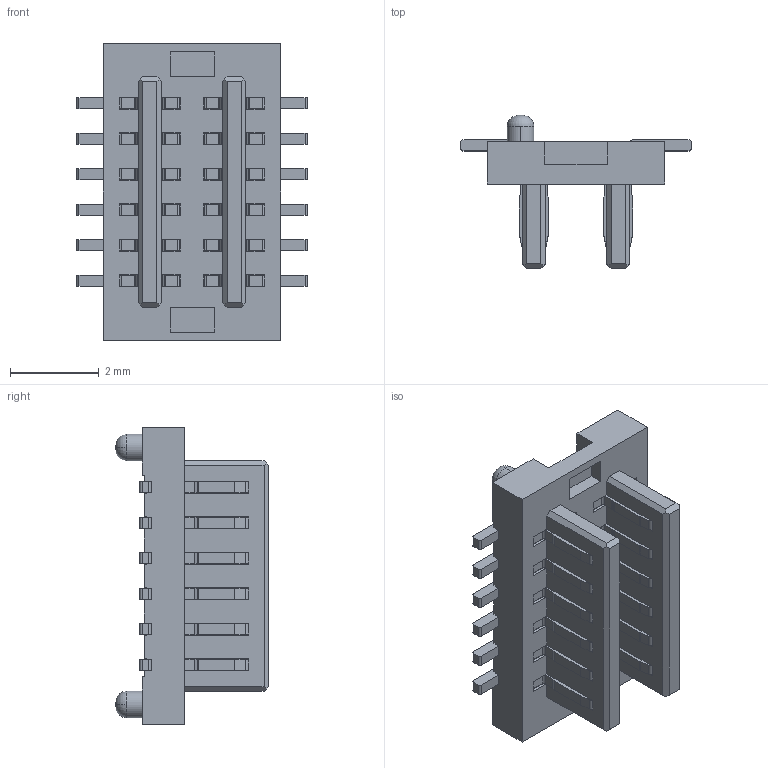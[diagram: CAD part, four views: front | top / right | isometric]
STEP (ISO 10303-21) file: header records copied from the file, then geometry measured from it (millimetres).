
FILE_DESCRIPTION(('CoCreate Modeling STEP Export'),'2;1');
FILE_NAME('SGDBM-08-012P-H10.stp','2021-11-09T19:29:04',(''),(''),'CoCreate Modeling STEP processor for AP214 (Solid Model)','CoCreate Modeling 16.00 13-May-2008 (C) Parametric Technology GmbH','');
FILE_SCHEMA(('AUTOMOTIVE_DESIGN { 1 0 10303 214 1 1 1 1 }'));
Length unit declared in the file: millimetre
Products named in the file (2): 12P
Assembly tree (1 placements, depth 2):
  12P
    12P
Bounding box: 5.2 x 3.45 x 6.7 mm (x, y, z)
Volume: 34.7 mm3; surface area: 178.6 mm2
Topology: 1 solids, 1 shells, 712 faces, 2100 edges, 1384 vertices
Faces by surface type: plane 476, cylinder 232, torus 4
Entity records: 23159 total; most frequent: ORIENTED_EDGE 4200, CARTESIAN_POINT 4062, DIRECTION 3794, EDGE_CURVE 2100, VECTOR 1562, LINE 1562, VERTEX_POINT 1384, AXIS2_PLACEMENT_3D 1116
